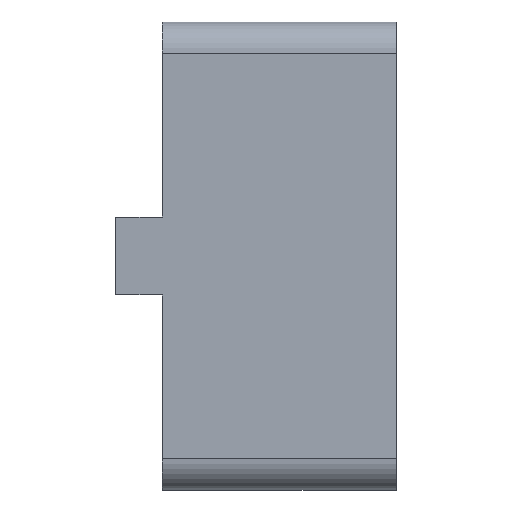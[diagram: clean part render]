
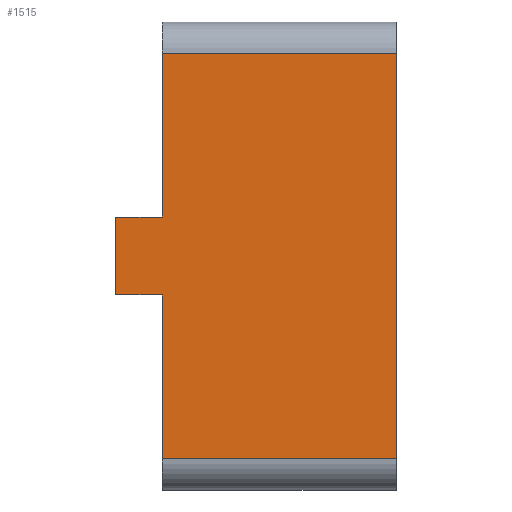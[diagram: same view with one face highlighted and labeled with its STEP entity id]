
A CAD part, left-side view. The second image highlights one B-rep face of the part: STEP entity #1515.
In plain terms, the highlighted planar face has unit normal (-1, 0, 0).
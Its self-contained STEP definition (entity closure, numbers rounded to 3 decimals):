
#53 = VERTEX_POINT ( 'NONE', #508 ) ;
#60 = ORIENTED_EDGE ( 'NONE', *, *, #199, .F. ) ;
#86 = EDGE_LOOP ( 'NONE', ( #1313, #736, #762, #821, #526, #1061, #60, #1496 ) ) ;
#101 = DIRECTION ( 'NONE',  ( 0., 0., 1. ) ) ;
#113 = CARTESIAN_POINT ( 'NONE',  ( -15., 15., -15. ) ) ;
#116 = DIRECTION ( 'NONE',  ( 1., 0., 0. ) ) ;
#160 = LINE ( 'NONE', #1560, #256 ) ;
#182 = CARTESIAN_POINT ( 'NONE',  ( -15., 15., 2.5 ) ) ;
#196 = DIRECTION ( 'NONE',  ( 0., -1., 0. ) ) ;
#199 = EDGE_CURVE ( 'NONE', #1554, #1330, #160, .T. ) ;
#234 = DIRECTION ( 'NONE',  ( 0., 0., 1. ) ) ;
#235 = VECTOR ( 'NONE', #1213, 1000. ) ;
#256 = VECTOR ( 'NONE', #1451, 1000. ) ;
#259 = EDGE_CURVE ( 'NONE', #1330, #1019, #1484, .T. ) ;
#274 = CARTESIAN_POINT ( 'NONE',  ( -15., 15., -13. ) ) ;
#298 = EDGE_CURVE ( 'NONE', #834, #831, #1106, .T. ) ;
#319 = CARTESIAN_POINT ( 'NONE',  ( -15., 18., -2.5 ) ) ;
#381 = CARTESIAN_POINT ( 'NONE',  ( -15., 15., -15. ) ) ;
#445 = LINE ( 'NONE', #588, #235 ) ;
#508 = CARTESIAN_POINT ( 'NONE',  ( -15., 15., -2.5 ) ) ;
#526 = ORIENTED_EDGE ( 'NONE', *, *, #1552, .F. ) ;
#527 = VERTEX_POINT ( 'NONE', #542 ) ;
#542 = CARTESIAN_POINT ( 'NONE',  ( -15., 0., -13. ) ) ;
#588 = CARTESIAN_POINT ( 'NONE',  ( -15., 0., -15. ) ) ;
#621 = LINE ( 'NONE', #1272, #1260 ) ;
#631 = PLANE ( 'NONE',  #1450 ) ;
#670 = EDGE_CURVE ( 'NONE', #527, #834, #445, .T. ) ;
#682 = LINE ( 'NONE', #319, #1031 ) ;
#684 = EDGE_CURVE ( 'NONE', #1554, #53, #682, .T. ) ;
#726 = VECTOR ( 'NONE', #234, 1000. ) ;
#733 = FACE_OUTER_BOUND ( 'NONE', #86, .T. ) ;
#736 = ORIENTED_EDGE ( 'NONE', *, *, #1443, .T. ) ;
#762 = ORIENTED_EDGE ( 'NONE', *, *, #670, .T. ) ;
#821 = ORIENTED_EDGE ( 'NONE', *, *, #298, .T. ) ;
#831 = VERTEX_POINT ( 'NONE', #1127 ) ;
#834 = VERTEX_POINT ( 'NONE', #1233 ) ;
#859 = CARTESIAN_POINT ( 'NONE',  ( -15., 18., -2.5 ) ) ;
#901 = LINE ( 'NONE', #113, #726 ) ;
#966 = CARTESIAN_POINT ( 'NONE',  ( -15., 18., 2.5 ) ) ;
#1015 = DIRECTION ( 'NONE',  ( 0., 0., -1. ) ) ;
#1019 = VERTEX_POINT ( 'NONE', #182 ) ;
#1031 = VECTOR ( 'NONE', #1447, 1000. ) ;
#1048 = DIRECTION ( 'NONE',  ( 0., -1., 0. ) ) ;
#1054 = VECTOR ( 'NONE', #1358, 1000. ) ;
#1061 = ORIENTED_EDGE ( 'NONE', *, *, #259, .F. ) ;
#1106 = LINE ( 'NONE', #1339, #1054 ) ;
#1127 = CARTESIAN_POINT ( 'NONE',  ( -15., 15., 13. ) ) ;
#1181 = VECTOR ( 'NONE', #196, 1000. ) ;
#1213 = DIRECTION ( 'NONE',  ( 0., 0., 1. ) ) ;
#1232 = VECTOR ( 'NONE', #1048, 1000. ) ;
#1233 = CARTESIAN_POINT ( 'NONE',  ( -15., 0., 13. ) ) ;
#1260 = VECTOR ( 'NONE', #101, 1000. ) ;
#1272 = CARTESIAN_POINT ( 'NONE',  ( -15., 15., -15. ) ) ;
#1281 = EDGE_CURVE ( 'NONE', #1428, #53, #901, .T. ) ;
#1313 = ORIENTED_EDGE ( 'NONE', *, *, #1281, .F. ) ;
#1330 = VERTEX_POINT ( 'NONE', #1384 ) ;
#1339 = CARTESIAN_POINT ( 'NONE',  ( -15., 15., 13. ) ) ;
#1358 = DIRECTION ( 'NONE',  ( 0., 1., 0. ) ) ;
#1384 = CARTESIAN_POINT ( 'NONE',  ( -15., 18., 2.5 ) ) ;
#1428 = VERTEX_POINT ( 'NONE', #1548 ) ;
#1436 = LINE ( 'NONE', #274, #1232 ) ;
#1443 = EDGE_CURVE ( 'NONE', #1428, #527, #1436, .T. ) ;
#1447 = DIRECTION ( 'NONE',  ( 0., -1., 0. ) ) ;
#1450 = AXIS2_PLACEMENT_3D ( 'NONE', #381, #116, #1015 ) ;
#1451 = DIRECTION ( 'NONE',  ( 0., 0., 1. ) ) ;
#1484 = LINE ( 'NONE', #966, #1181 ) ;
#1496 = ORIENTED_EDGE ( 'NONE', *, *, #684, .T. ) ;
#1515 = ADVANCED_FACE ( 'NONE', ( #733 ), #631, .F. ) ;
#1548 = CARTESIAN_POINT ( 'NONE',  ( -15., 15., -13. ) ) ;
#1552 = EDGE_CURVE ( 'NONE', #1019, #831, #621, .T. ) ;
#1554 = VERTEX_POINT ( 'NONE', #859 ) ;
#1560 = CARTESIAN_POINT ( 'NONE',  ( -15., 18., 2.5 ) ) ;
